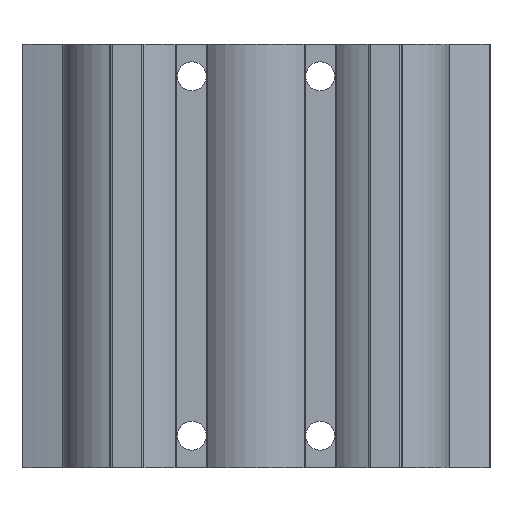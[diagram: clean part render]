
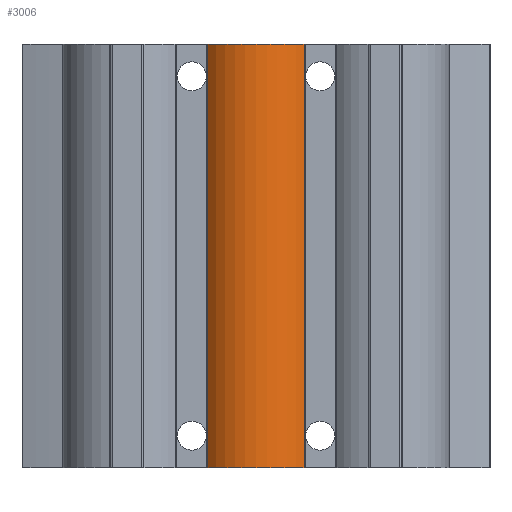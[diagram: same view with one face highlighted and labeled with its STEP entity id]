
A CAD part, front view. The second image highlights one B-rep face of the part: STEP entity #3006.
In plain terms, the highlighted cylindrical face has radius 10 mm (diameter 20 mm), a partial arc.
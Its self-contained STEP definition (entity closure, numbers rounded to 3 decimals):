
#89=CYLINDRICAL_SURFACE('',#3267,10.);
#229=LINE('',#4951,#461);
#230=LINE('',#4957,#462);
#461=VECTOR('',#3776,1000.);
#462=VECTOR('',#3783,1000.);
#787=ORIENTED_EDGE('',*,*,#1591,.F.);
#788=ORIENTED_EDGE('',*,*,#1590,.F.);
#789=ORIENTED_EDGE('',*,*,#1592,.T.);
#790=ORIENTED_EDGE('',*,*,#1593,.T.);
#1590=EDGE_CURVE('',#1984,#1983,#229,.T.);
#1591=EDGE_CURVE('',#1983,#1985,#2218,.T.);
#1592=EDGE_CURVE('',#1984,#1986,#2219,.T.);
#1593=EDGE_CURVE('',#1986,#1985,#230,.T.);
#1983=VERTEX_POINT('',#4948);
#1984=VERTEX_POINT('',#4950);
#1985=VERTEX_POINT('',#4954);
#1986=VERTEX_POINT('',#4956);
#2218=CIRCLE('',#3268,10.);
#2219=CIRCLE('',#3269,10.);
#2375=EDGE_LOOP('',(#787,#788,#789,#790));
#2661=FACE_BOUND('',#2375,.T.);
#3006=ADVANCED_FACE('',(#2661),#89,.T.);
#3267=AXIS2_PLACEMENT_3D('',#4952,#3777,#3778);
#3268=AXIS2_PLACEMENT_3D('',#4953,#3779,#3780);
#3269=AXIS2_PLACEMENT_3D('',#4955,#3781,#3782);
#3776=DIRECTION('',(0.,0.,1.));
#3777=DIRECTION('',(0.,0.,1.));
#3778=DIRECTION('',(1.,0.,0.));
#3779=DIRECTION('',(0.,0.,1.));
#3780=DIRECTION('',(1.,0.,0.));
#3781=DIRECTION('',(0.,0.,1.));
#3782=DIRECTION('',(1.,0.,0.));
#3783=DIRECTION('',(0.,0.,1.));
#4948=CARTESIAN_POINT('',(-7.491,4.375,0.));
#4950=CARTESIAN_POINT('',(-7.491,4.375,-66.));
#4951=CARTESIAN_POINT('',(-7.491,4.375,-66.));
#4952=CARTESIAN_POINT('',(0.,11.,-66.));
#4953=CARTESIAN_POINT('',(0.,11.,0.));
#4954=CARTESIAN_POINT('',(7.491,4.375,0.));
#4955=CARTESIAN_POINT('',(0.,11.,-66.));
#4956=CARTESIAN_POINT('',(7.491,4.375,-66.));
#4957=CARTESIAN_POINT('',(7.491,4.375,-66.));
